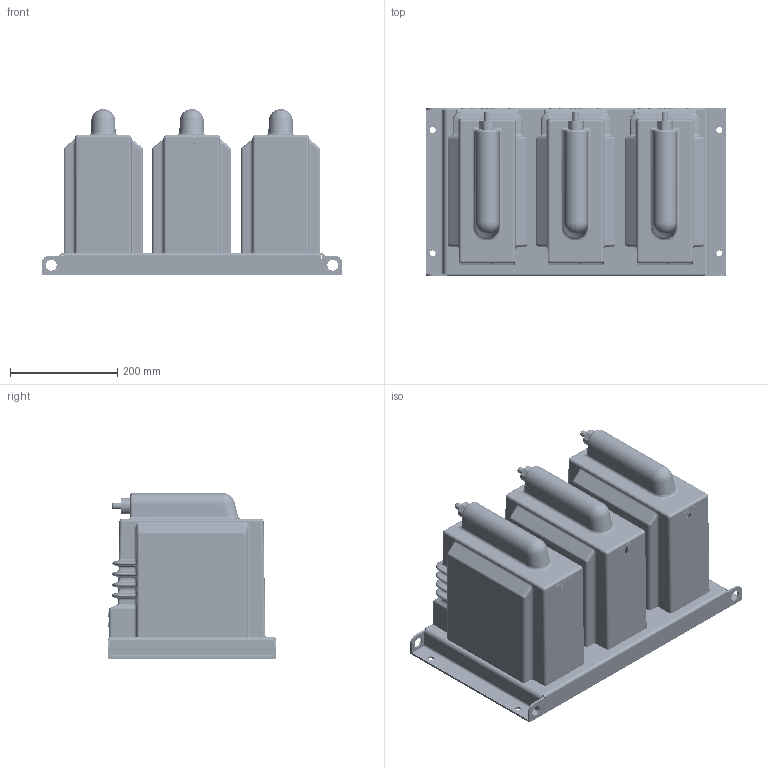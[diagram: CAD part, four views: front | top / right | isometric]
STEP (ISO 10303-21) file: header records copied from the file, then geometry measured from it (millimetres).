
FILE_DESCRIPTION(('STEP AP242'), '1');
FILE_NAME('ÀÄØÏ.1.757.008 ÍÀËÈ-ÝÊ-10 Ì6Ï 3-6-10êÂ', '', ('UNSPECIFIED'), ('UNSPECIFIED'), 'ASCON STEP Converter 1.6', 'ASCON Math Kernel', '');
FILE_SCHEMA(('AP242_MANAGED_MODEL_BASED_3D_ENGINEERING_MIM_LF { 1 0 10303 442 1 1 4 }'));
Length unit declared in the file: millimetre
Products named in the file (13): Modell ES 12 - Spannungswandler Version 2 - Assembly - 1%.SLDPRT; ES12-300044_Gewindedübel M6_Standard; ES12-300045_Gewindedübel M5_Standard; 3K.6.120.000_Halterung Primärteil Spannungswandler; 3K.8.211.008; ES12-300046_Gewindedübel M12_Standard; Modell ES 12 - Spannungswandler Version 2 mit Rippen - 1%; 3K.8.211.033; 3K.8.211.030
Assembly tree (24 placements, depth 4):
  (unnamed)
    (unnamed)
    Modell ES 12 - Spannungswandler Version 2 - Assembly - 1%.SLDPRT  x3
      ES12-300044_Gewindedübel M6_Standard
      ES12-300045_Gewindedübel M5_Standard
      3K.6.120.000_Halterung Primärteil Spannungswandler
        3K.8.211.008  x4
        3K.6.120.000_Halterung Primärteil Spannungswandler
      ES12-300046_Gewindedübel M12_Standard
      Modell ES 12 - Spannungswandler Version 2 mit Rippen - 1%
      3K.8.211.033
      3K.8.211.030
      (unnamed)
Bounding box: 561 x 315 x 309.24 mm (x, y, z)
Volume: 26949265.2 mm3; surface area: 1675526.2 mm2
Topology: 58 solids, 58 shells, 3818 faces, 9663 edges, 6109 vertices
Faces by surface type: bspline 1224, cylinder 1092, plane 869, cone 417, torus 168, sphere 48
Full cylindrical faces by diameter (mm): 1.239 x3, 2.23 x3, 2.973 x6, 3 x6, 3.964 x18, 4 x18, 4.162 x12, 4.2 x15, 5 x22, 6 x18, 7 x39, 7.928 x18, 8 x18, 8.919 x18, 9 x57, 9.91 x30, 10 x30, 10.2 x12, 11 x5, 12 x15, 13 x12, 14.865 x12, 15 x15, 16.847 x24, 17 x24, 17.838 x3, 18 x3, 20 x10, 22 x3, 23.784 x6
Entity records: 55125 total; most frequent: CARTESIAN_POINT 16316, ORIENTED_EDGE 5844, DIRECTION 5154, EDGE_CURVE 2922, VERTEX_POINT 1978, LINE 1774, VECTOR 1774, EDGE_LOOP 1694
